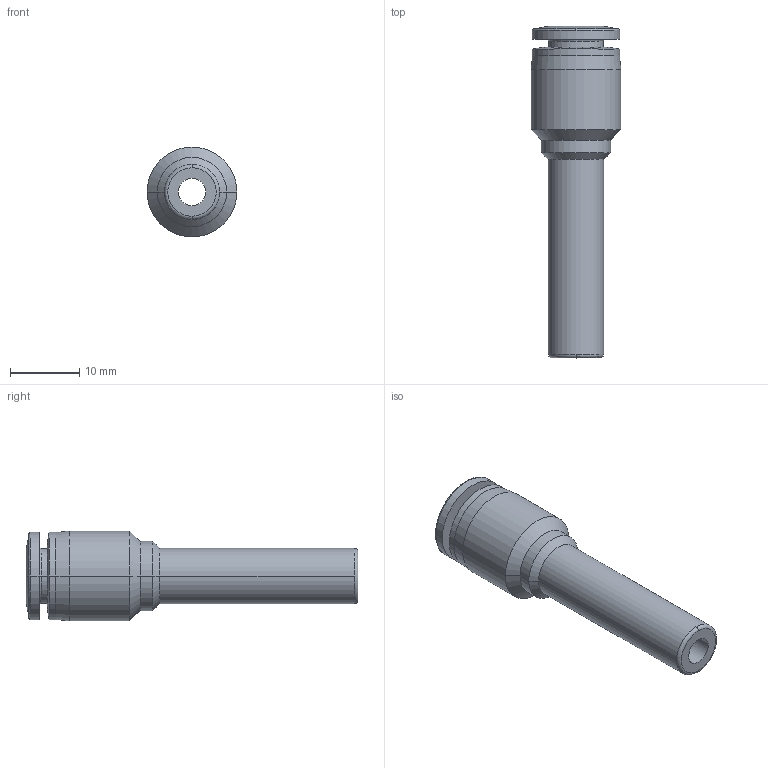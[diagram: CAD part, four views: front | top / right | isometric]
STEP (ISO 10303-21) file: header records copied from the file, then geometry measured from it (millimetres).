
FILE_DESCRIPTION (( 'STEP AP203' ), '1' );
FILE_NAME ('PR516-14.step', '2016-02-15T20:02:05', ( '' ), ( '' ), 'SwSTEP 2.0', 'SolidWorks 2015', '' );
FILE_SCHEMA (( 'CONFIG_CONTROL_DESIGN' ));
Length unit declared in the file: inch
Products named in the file (1): PR516-14
Bounding box: 13 x 48 x 13 mm (x, y, z)
Volume: 2676.1 mm3; surface area: 2480.4 mm2
Topology: 1 solids, 1 shells, 40 faces, 90 edges, 54 vertices
Faces by surface type: cylinder 16, cone 12, bspline 6, plane 4, torus 2
Entity records: 1279 total; most frequent: CARTESIAN_POINT 281, DIRECTION 218, ORIENTED_EDGE 180, AXIS2_PLACEMENT_3D 95, EDGE_CURVE 90, CIRCLE 60, VERTEX_POINT 54, EDGE_LOOP 44
